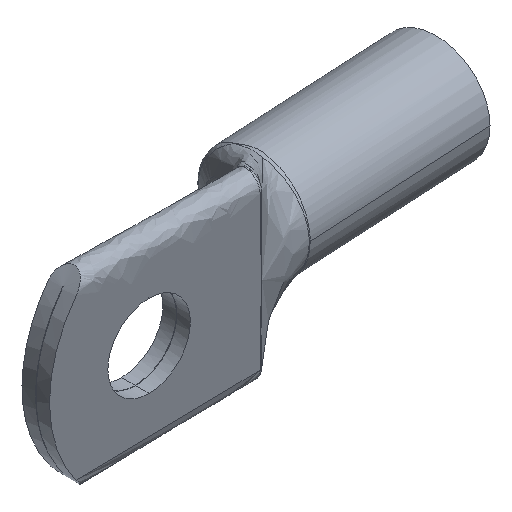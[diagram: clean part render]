
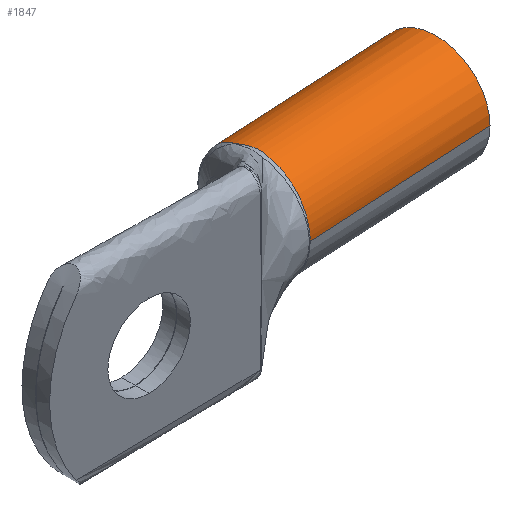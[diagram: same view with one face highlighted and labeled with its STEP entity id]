
A CAD part, isometric view. The second image highlights one B-rep face of the part: STEP entity #1847.
In plain terms, the highlighted cylindrical face has radius 2.75 mm (diameter 5.5 mm), a partial arc.
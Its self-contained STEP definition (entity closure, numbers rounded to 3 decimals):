
#24 = CARTESIAN_POINT ( 'NONE',  ( 0.127, 6.01, 0. ) ) ;
#46 = CARTESIAN_POINT ( 'NONE',  ( -0.017, 3.984, 2.65 ) ) ;
#47 = ORIENTED_EDGE ( 'NONE', *, *, #2757, .F. ) ;
#80 = CIRCLE ( 'NONE', #2957, 2.75 ) ;
#81 = CARTESIAN_POINT ( 'NONE',  ( 0.114, 5.574, 1.492 ) ) ;
#93 = CARTESIAN_POINT ( 'NONE',  ( 0.076, 3.568, 2.734 ) ) ;
#94 = ORIENTED_EDGE ( 'NONE', *, *, #443, .T. ) ;
#195 = CARTESIAN_POINT ( 'NONE',  ( 0.174, 0.505, 0. ) ) ;
#222 = CIRCLE ( 'NONE', #899, 2.75 ) ;
#266 = CARTESIAN_POINT ( 'NONE',  ( -0.046, 4.133, 2.604 ) ) ;
#269 = DIRECTION ( 'NONE',  ( 0.052, -0.999, 0. ) ) ;
#273 = CARTESIAN_POINT ( 'NONE',  ( -0.034, 4.168, 2.592 ) ) ;
#288 = CARTESIAN_POINT ( 'NONE',  ( 0.087, 5.113, 2.035 ) ) ;
#322 = FACE_OUTER_BOUND ( 'NONE', #2950, .T. ) ;
#361 = EDGE_CURVE ( 'NONE', #2629, #431, #222, .T. ) ;
#380 = CARTESIAN_POINT ( 'NONE',  ( 9.543, 6.504, 0. ) ) ;
#424 = CARTESIAN_POINT ( 'NONE',  ( 0.164, 3.033, 2.743 ) ) ;
#431 = VERTEX_POINT ( 'NONE', #1807 ) ;
#438 = CARTESIAN_POINT ( 'NONE',  ( 0.16, 2.71, 2.697 ) ) ;
#443 = EDGE_CURVE ( 'NONE', #2629, #1085, #1377, .T. ) ;
#484 = CARTESIAN_POINT ( 'NONE',  ( 0.101, 5.314, 1.832 ) ) ;
#545 = CARTESIAN_POINT ( 'NONE',  ( 0.127, 5.999, 0.287 ) ) ;
#681 = CARTESIAN_POINT ( 'NONE',  ( 0.175, 1.998, 2.454 ) ) ;
#684 = DIRECTION ( 'NONE',  ( -0.052, 0.999, 0. ) ) ;
#706 = DIRECTION ( 'NONE',  ( 0.999, 0.052, 0. ) ) ;
#735 = ORIENTED_EDGE ( 'NONE', *, *, #1902, .T. ) ;
#744 = CARTESIAN_POINT ( 'NONE',  ( 0.125, 5.92, 0.711 ) ) ;
#751 = VERTEX_POINT ( 'NONE', #1724 ) ;
#845 = CARTESIAN_POINT ( 'NONE',  ( 0.176, 0.706, 1.053 ) ) ;
#893 = CARTESIAN_POINT ( 'NONE',  ( 0.164, 2.603, 2.673 ) ) ;
#899 = AXIS2_PLACEMENT_3D ( 'NONE', #1420, #1851, #684 ) ;
#935 = CARTESIAN_POINT ( 'NONE',  ( 0., 3.25, 0. ) ) ;
#953 = CARTESIAN_POINT ( 'NONE',  ( 0.043, 4.653, 2.372 ) ) ;
#962 = CARTESIAN_POINT ( 'NONE',  ( -0.033, 4.061, 2.628 ) ) ;
#991 = CARTESIAN_POINT ( 'NONE',  ( -0.012, 3.959, 2.657 ) ) ;
#998 = CARTESIAN_POINT ( 'NONE',  ( -0.026, 4.218, 2.574 ) ) ;
#1010 = CARTESIAN_POINT ( 'NONE',  ( -0.029, 4.201, 2.58 ) ) ;
#1020 = DIRECTION ( 'NONE',  ( -0.999, -0.052, 0. ) ) ;
#1085 = VERTEX_POINT ( 'NONE', #1936 ) ;
#1104 = DIRECTION ( 'NONE',  ( -0.052, 0.999, 0. ) ) ;
#1123 = CARTESIAN_POINT ( 'NONE',  ( 0.179, 1.302, 1.947 ) ) ;
#1138 = CARTESIAN_POINT ( 'NONE',  ( 0.146, 3.249, 2.752 ) ) ;
#1162 = CARTESIAN_POINT ( 'NONE',  ( 9.831, 1.011, 0. ) ) ;
#1197 = CARTESIAN_POINT ( 'NONE',  ( -0.039, 4.151, 2.598 ) ) ;
#1210 = CARTESIAN_POINT ( 'NONE',  ( -0.017, 4.268, 2.555 ) ) ;
#1248 = CARTESIAN_POINT ( 'NONE',  ( 9.687, 3.758, 0. ) ) ;
#1337 = CARTESIAN_POINT ( 'NONE',  ( 0.175, 0.631, 0.847 ) ) ;
#1359 = EDGE_CURVE ( 'NONE', #1085, #2717, #2613, .T. ) ;
#1377 = LINE ( 'NONE', #380, #2211 ) ;
#1410 = CARTESIAN_POINT ( 'NONE',  ( -0.044, 4.085, 2.62 ) ) ;
#1420 = CARTESIAN_POINT ( 'NONE',  ( 9.687, 3.758, 0. ) ) ;
#1433 = CARTESIAN_POINT ( 'NONE',  ( 0.117, 5.649, 1.368 ) ) ;
#1437 = VECTOR ( 'NONE', #2830, 1000. ) ;
#1447 = CARTESIAN_POINT ( 'NONE',  ( 0.127, 6.01, 0.144 ) ) ;
#1454 = CARTESIAN_POINT ( 'NONE',  ( 0.017, 3.83, 2.689 ) ) ;
#1478 = CARTESIAN_POINT ( 'NONE',  ( 0.126, 5.954, 0.57 ) ) ;
#1529 = ORIENTED_EDGE ( 'NONE', *, *, #1359, .T. ) ;
#1577 = ORIENTED_EDGE ( 'NONE', *, *, #2022, .T. ) ;
#1600 = ORIENTED_EDGE ( 'NONE', *, *, #1906, .T. ) ;
#1602 = CARTESIAN_POINT ( 'NONE',  ( 0.168, 2.397, 2.614 ) ) ;
#1644 = CARTESIAN_POINT ( 'NONE',  ( -0.041, 4.134, 2.604 ) ) ;
#1648 = CARTESIAN_POINT ( 'NONE',  ( 0.106, 5.406, 1.723 ) ) ;
#1653 = CARTESIAN_POINT ( 'NONE',  ( 0.123, 3.356, 2.75 ) ) ;
#1659 = LINE ( 'NONE', #1162, #1437 ) ;
#1667 = CARTESIAN_POINT ( 'NONE',  ( -0.011, 4.301, 2.542 ) ) ;
#1679 = CARTESIAN_POINT ( 'NONE',  ( -0.038, 4.134, 2.604 ) ) ;
#1695 = CARTESIAN_POINT ( 'NONE',  ( 0.121, 5.778, 1.114 ) ) ;
#1724 = CARTESIAN_POINT ( 'NONE',  ( 0.174, 0.505, 0. ) ) ;
#1807 = CARTESIAN_POINT ( 'NONE',  ( 9.831, 1.011, 0. ) ) ;
#1820 = B_SPLINE_CURVE_WITH_KNOTS ( 'NONE', 3,
 ( #2727, #1644, #2034, #2496 ),
 .UNSPECIFIED., .F., .F.,
 ( 4, 4 ),
 ( 0., 1. ),
 .UNSPECIFIED. ) ;
#1834 = CARTESIAN_POINT ( 'NONE',  ( 0.179, 1.46, 2.093 ) ) ;
#1847 = ADVANCED_FACE ( 'NONE', ( #322 ), #2597, .T. ) ;
#1848 = CARTESIAN_POINT ( 'NONE',  ( 0.174, 0.505, 0.218 ) ) ;
#1851 = DIRECTION ( 'NONE',  ( 0.999, 0.052, 0. ) ) ;
#1892 = CARTESIAN_POINT ( 'NONE',  ( 0.015, 4.464, 2.47 ) ) ;
#1902 = EDGE_CURVE ( 'NONE', #2845, #2724, #80, .T. ) ;
#1906 = EDGE_CURVE ( 'NONE', #2717, #2845, #1820, .T. ) ;
#1924 = CARTESIAN_POINT ( 'NONE',  ( 0.006, 3.881, 2.677 ) ) ;
#1936 = CARTESIAN_POINT ( 'NONE',  ( 0.127, 6.01, 0. ) ) ;
#1938 = AXIS2_PLACEMENT_3D ( 'NONE', #1248, #1020, #269 ) ;
#2022 = EDGE_CURVE ( 'NONE', #2724, #751, #2648, .T. ) ;
#2034 = CARTESIAN_POINT ( 'NONE',  ( -0.044, 4.134, 2.604 ) ) ;
#2052 = CARTESIAN_POINT ( 'NONE',  ( 0.179, 1.02, 1.615 ) ) ;
#2059 = DIRECTION ( 'NONE',  ( -0.999, -0.052, 0. ) ) ;
#2069 = CARTESIAN_POINT ( 'NONE',  ( 0.172, 0.531, 0.43 ) ) ;
#2160 = CARTESIAN_POINT ( 'NONE',  ( 0.123, 5.832, 0.982 ) ) ;
#2196 = ORIENTED_EDGE ( 'NONE', *, *, #361, .F. ) ;
#2211 = VECTOR ( 'NONE', #2059, 1000. ) ;
#2358 = CARTESIAN_POINT ( 'NONE',  ( 0.079, 5.003, 2.129 ) ) ;
#2479 = CARTESIAN_POINT ( 'NONE',  ( 0.161, 2.924, 2.732 ) ) ;
#2496 = CARTESIAN_POINT ( 'NONE',  ( -0.046, 4.133, 2.604 ) ) ;
#2497 = CARTESIAN_POINT ( 'NONE',  ( 0.177, 1.807, 2.346 ) ) ;
#2528 = CARTESIAN_POINT ( 'NONE',  ( 0.177, 0.901, 1.437 ) ) ;
#2580 = CARTESIAN_POINT ( 'NONE',  ( 0.051, 3.673, 2.72 ) ) ;
#2581 = CARTESIAN_POINT ( 'NONE',  ( -0.038, 4.134, 2.604 ) ) ;
#2593 = CARTESIAN_POINT ( 'NONE',  ( -0.029, 4.035, 2.635 ) ) ;
#2597 = CYLINDRICAL_SURFACE ( 'NONE', #1938, 2.75 ) ;
#2613 = B_SPLINE_CURVE_WITH_KNOTS ( 'NONE', 3,
 ( #24, #1447, #545, #1478, #744, #2160, #1695, #1433, #81, #1648, #484, #288, #2358, #2805, #953, #1892, #2822, #1667, #1210, #998, #1010, #273, #1197, #1679 ),
 .UNSPECIFIED., .F., .F.,
 ( 4, 2, 2, 2, 2, 2, 2, 2, 2, 2, 2, 4 ),
 ( 0.003, 0.004, 0.004, 0.005, 0.005, 0.006, 0.006, 0.007, 0.007, 0.007, 0.007, 0.007 ),
 .UNSPECIFIED. ) ;
#2629 = VERTEX_POINT ( 'NONE', #2642 ) ;
#2642 = CARTESIAN_POINT ( 'NONE',  ( 9.543, 6.504, 0. ) ) ;
#2648 = B_SPLINE_CURVE_WITH_KNOTS ( 'NONE', 3,
 ( #2684, #962, #2593, #46, #991, #1924, #1454, #2580, #93, #1653, #1138, #424, #2479, #438, #893, #1602, #3004, #681, #2497, #1834, #1123, #2052, #2528, #845, #1337, #2069, #1848, #195 ),
 .UNSPECIFIED., .F., .F.,
 ( 4, 2, 2, 2, 2, 2, 2, 2, 2, 2, 2, 2, 2, 4 ),
 ( 0., 0., 0., 0., 0.001, 0.001, 0.001, 0.002, 0.002, 0.003, 0.003, 0.004, 0.005, 0.005 ),
 .UNSPECIFIED. ) ;
#2684 = CARTESIAN_POINT ( 'NONE',  ( -0.044, 4.085, 2.62 ) ) ;
#2717 = VERTEX_POINT ( 'NONE', #2581 ) ;
#2724 = VERTEX_POINT ( 'NONE', #1410 ) ;
#2727 = CARTESIAN_POINT ( 'NONE',  ( -0.038, 4.134, 2.604 ) ) ;
#2757 = EDGE_CURVE ( 'NONE', #431, #751, #1659, .T. ) ;
#2805 = CARTESIAN_POINT ( 'NONE',  ( 0.056, 4.773, 2.297 ) ) ;
#2822 = CARTESIAN_POINT ( 'NONE',  ( 0.005, 4.399, 2.5 ) ) ;
#2830 = DIRECTION ( 'NONE',  ( -0.999, -0.052, 0. ) ) ;
#2845 = VERTEX_POINT ( 'NONE', #266 ) ;
#2950 = EDGE_LOOP ( 'NONE', ( #2196, #94, #1529, #1600, #735, #1577, #47 ) ) ;
#2957 = AXIS2_PLACEMENT_3D ( 'NONE', #935, #706, #1104 ) ;
#3004 = CARTESIAN_POINT ( 'NONE',  ( 0.17, 2.295, 2.578 ) ) ;
